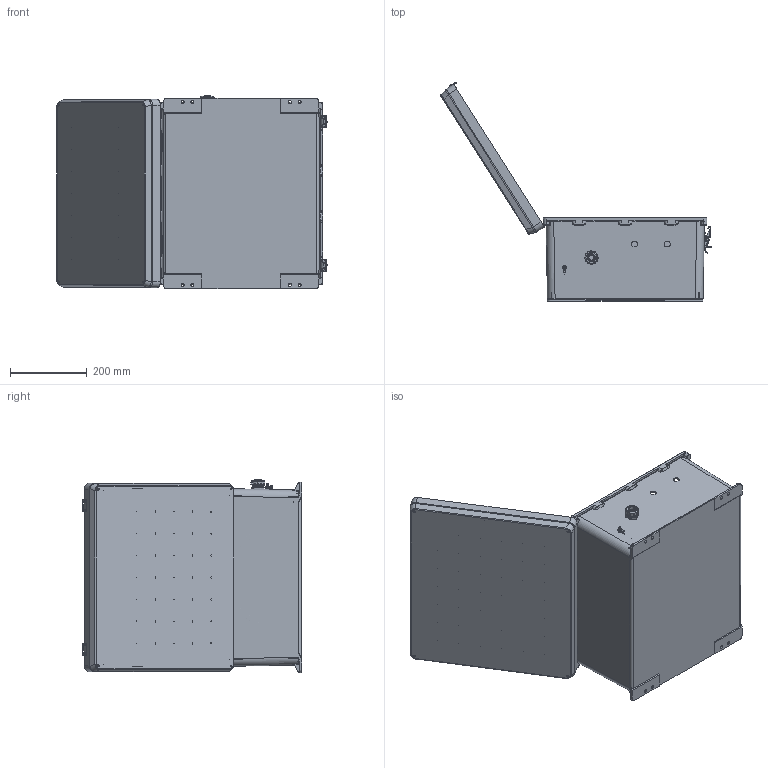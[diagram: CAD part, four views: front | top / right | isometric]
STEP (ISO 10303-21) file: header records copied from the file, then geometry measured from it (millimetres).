
FILE_DESCRIPTION (( 'STEP AP214' ), '1' );
FILE_NAME ('NB181608-500_3D.step', '2025-10-06T15:11:48', ( '' ), ( '' ), 'SwSTEP 2.0', 'SolidWorks 2025', '' );
FILE_SCHEMA (( 'AUTOMOTIVE_DESIGN' ));
Length unit declared in the file: inch
Products named in the file (20): XFW-0002; NB181608-DoorClasp-1; XCT-0005; XCT-0011; NB181608-Hinge; NEMA 18_500 GroundWire; NB181608-Box; XFS-0026; NB181608-500_3D; XF797-02; XFN-0003; XCT-0010; XC-0003; XCTB-0002; XF685-01; NB181608-DoorClasp-2; NB181608-Lid; 10-32 NEMA PLATE SCREW; XFS-0017; XFN-0013
Assembly tree (29 placements, depth 2):
  NB181608-500_3D
    NB181608-Box
    NB181608-Hinge  x2
    NB181608-Lid
    NB181608-DoorClasp-1  x2
    NB181608-DoorClasp-2  x2
    XF685-01
    XCTB-0002
    10-32 NEMA PLATE SCREW  x4
    XFN-0013  x2
    XF797-02
    XFS-0017  x3
    XCT-0011
    XCT-0010
    XFN-0003  x2
    XC-0003
    XCT-0005
    XFW-0002
    XFS-0026
    NEMA 18_500 GroundWire
Bounding box: 703.32 x 571.16 x 502.84 mm (x, y, z)
Volume: 3517721.3 mm3; surface area: 2148935.4 mm2
Topology: 35 solids, 36 shells, 3494 faces, 8897 edges, 5458 vertices
Faces by surface type: cylinder 1188, plane 1131, cone 711, torus 246, bspline 202, sphere 16
Entity records: 90334 total; most frequent: CARTESIAN_POINT 26748, ORIENTED_EDGE 13362, DIRECTION 13064, EDGE_CURVE 6681, AXIS2_PLACEMENT_3D 4895, VERTEX_POINT 4151, LINE 3274, VECTOR 3274
